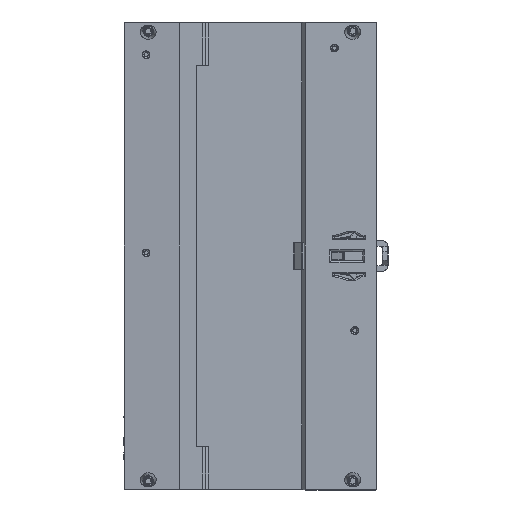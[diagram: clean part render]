
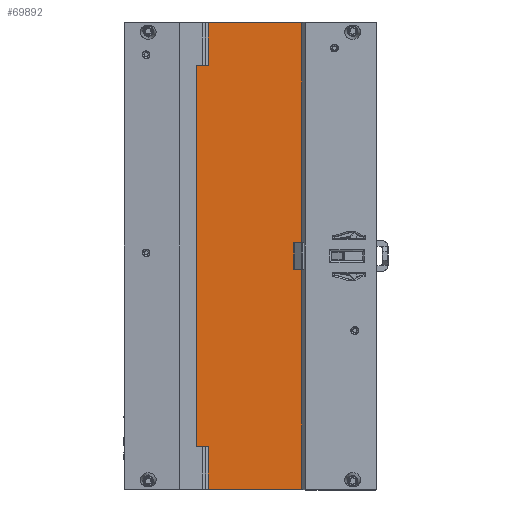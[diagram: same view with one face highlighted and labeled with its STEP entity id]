
A CAD part, front view. The second image highlights one B-rep face of the part: STEP entity #69892.
In plain terms, the highlighted planar face has unit normal (0, -1, 0).
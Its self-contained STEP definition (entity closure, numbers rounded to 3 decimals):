
#3725 = CARTESIAN_POINT ( 'NONE',  ( -18.71, 6.9, -161.55 ) ) ;
#3973 = DIRECTION ( 'NONE',  ( 0., -1., 0. ) ) ;
#6977 = EDGE_CURVE ( 'NONE', #81158, #157444, #87958, .T. ) ;
#7474 = VERTEX_POINT ( 'NONE', #113909 ) ;
#9181 = CARTESIAN_POINT ( 'NONE',  ( -18.71, 6.9, -161.3 ) ) ;
#12249 = ORIENTED_EDGE ( 'NONE', *, *, #36701, .F. ) ;
#13016 = CARTESIAN_POINT ( 'NONE',  ( 15.4, 6.9, -146.55 ) ) ;
#15661 = VECTOR ( 'NONE', #47127, 1000. ) ;
#16508 = ORIENTED_EDGE ( 'NONE', *, *, #149273, .T. ) ;
#17147 = CARTESIAN_POINT ( 'NONE',  ( 13.214, 6.9, -146.55 ) ) ;
#18388 = DIRECTION ( 'NONE',  ( 0., 0., 1. ) ) ;
#18613 = LINE ( 'NONE', #145616, #48094 ) ;
#22532 = VERTEX_POINT ( 'NONE', #100694 ) ;
#23341 = VERTEX_POINT ( 'NONE', #36356 ) ;
#23461 = CARTESIAN_POINT ( 'NONE',  ( 13.6, 6.9, -161.3 ) ) ;
#31224 = LINE ( 'NONE', #98766, #142502 ) ;
#31568 = ORIENTED_EDGE ( 'NONE', *, *, #60685, .F. ) ;
#31782 = ORIENTED_EDGE ( 'NONE', *, *, #62636, .T. ) ;
#36118 = CARTESIAN_POINT ( 'NONE',  ( 15.4, 6.9, -15. ) ) ;
#36356 = CARTESIAN_POINT ( 'NONE',  ( 13.6, 6.9, -15. ) ) ;
#36701 = EDGE_CURVE ( 'NONE', #23341, #74597, #49006, .T. ) ;
#37741 = VERTEX_POINT ( 'NONE', #164800 ) ;
#37940 = CARTESIAN_POINT ( 'NONE',  ( -18.71, 6.9, -76.175 ) ) ;
#40272 = ORIENTED_EDGE ( 'NONE', *, *, #47861, .T. ) ;
#40867 = EDGE_CURVE ( 'NONE', #83425, #81158, #56895, .T. ) ;
#43514 = DIRECTION ( 'NONE',  ( 0., 0., 1. ) ) ;
#45165 = LINE ( 'NONE', #134005, #15661 ) ;
#45821 = VECTOR ( 'NONE', #77170, 1000. ) ;
#47127 = DIRECTION ( 'NONE',  ( 1., 0., 0. ) ) ;
#47861 = EDGE_CURVE ( 'NONE', #165750, #140799, #84367, .T. ) ;
#48049 = CARTESIAN_POINT ( 'NONE',  ( 15.4, 6.9, -0.25 ) ) ;
#48058 = CARTESIAN_POINT ( 'NONE',  ( 13.6, 6.9, -161.55 ) ) ;
#48094 = VECTOR ( 'NONE', #131003, 1000. ) ;
#49006 = LINE ( 'NONE', #115561, #155660 ) ;
#49195 = VECTOR ( 'NONE', #49303, 1000. ) ;
#49303 = DIRECTION ( 'NONE',  ( -1., 0., 0. ) ) ;
#49417 = VECTOR ( 'NONE', #18388, 1000. ) ;
#51453 = DIRECTION ( 'NONE',  ( 0., 0., 1. ) ) ;
#56470 = CARTESIAN_POINT ( 'NONE',  ( 13.6, 6.9, -146.55 ) ) ;
#56895 = LINE ( 'NONE', #138397, #133993 ) ;
#57588 = LINE ( 'NONE', #146583, #168715 ) ;
#58543 = CARTESIAN_POINT ( 'NONE',  ( 13.6, 6.9, -161.55 ) ) ;
#59709 = DIRECTION ( 'NONE',  ( 0., 0., 1. ) ) ;
#60685 = EDGE_CURVE ( 'NONE', #62802, #145401, #57588, .T. ) ;
#62122 = VECTOR ( 'NONE', #176368, 1000. ) ;
#62636 = EDGE_CURVE ( 'NONE', #62802, #7474, #18613, .T. ) ;
#62802 = VERTEX_POINT ( 'NONE', #122684 ) ;
#64873 = CARTESIAN_POINT ( 'NONE',  ( -18.71, 6.9, -85.375 ) ) ;
#69234 = VECTOR ( 'NONE', #160809, 1000. ) ;
#69892 = ADVANCED_FACE ( 'NONE', ( #128674 ), #163189, .T. ) ;
#72520 = DIRECTION ( 'NONE',  ( 1., 0., 0. ) ) ;
#73748 = LINE ( 'NONE', #175392, #69234 ) ;
#74597 = VERTEX_POINT ( 'NONE', #36118 ) ;
#77170 = DIRECTION ( 'NONE',  ( 0., 0., 1. ) ) ;
#81158 = VERTEX_POINT ( 'NONE', #37940 ) ;
#83425 = VERTEX_POINT ( 'NONE', #64873 ) ;
#84367 = LINE ( 'NONE', #48058, #45821 ) ;
#84464 = EDGE_CURVE ( 'NONE', #152959, #83425, #114949, .T. ) ;
#87958 = LINE ( 'NONE', #3725, #49417 ) ;
#90900 = CARTESIAN_POINT ( 'NONE',  ( 15.4, 6.9, -161.55 ) ) ;
#91043 = ORIENTED_EDGE ( 'NONE', *, *, #40867, .F. ) ;
#92542 = EDGE_CURVE ( 'NONE', #23341, #37741, #100583, .T. ) ;
#97582 = LINE ( 'NONE', #17147, #165695 ) ;
#98645 = LINE ( 'NONE', #115681, #132761 ) ;
#98766 = CARTESIAN_POINT ( 'NONE',  ( 17.5, 6.9, -161.55 ) ) ;
#99507 = EDGE_CURVE ( 'NONE', #7474, #180476, #31224, .T. ) ;
#100583 = LINE ( 'NONE', #58543, #62122 ) ;
#100694 = CARTESIAN_POINT ( 'NONE',  ( 15.4, 6.9, -0.25 ) ) ;
#105446 = DIRECTION ( 'NONE',  ( 1., 0., 0. ) ) ;
#106062 = EDGE_CURVE ( 'NONE', #180476, #22532, #73748, .T. ) ;
#110415 = VECTOR ( 'NONE', #148312, 1000. ) ;
#112423 = CARTESIAN_POINT ( 'NONE',  ( 17.5, 6.9, -0.25 ) ) ;
#112971 = ORIENTED_EDGE ( 'NONE', *, *, #171738, .F. ) ;
#113909 = CARTESIAN_POINT ( 'NONE',  ( 17.5, 6.9, -161.3 ) ) ;
#114949 = LINE ( 'NONE', #133648, #110415 ) ;
#115561 = CARTESIAN_POINT ( 'NONE',  ( 13.214, 6.9, -15. ) ) ;
#115681 = CARTESIAN_POINT ( 'NONE',  ( 15.4, 6.9, -161.55 ) ) ;
#115990 = CARTESIAN_POINT ( 'NONE',  ( -18.71, 6.9, -0.25 ) ) ;
#116735 = AXIS2_PLACEMENT_3D ( 'NONE', #90900, #3973, #105446 ) ;
#122684 = CARTESIAN_POINT ( 'NONE',  ( 15.4, 6.9, -161.3 ) ) ;
#127100 = ORIENTED_EDGE ( 'NONE', *, *, #147561, .T. ) ;
#128674 = FACE_OUTER_BOUND ( 'NONE', #149400, .T. ) ;
#131003 = DIRECTION ( 'NONE',  ( 1., 0., 0. ) ) ;
#132761 = VECTOR ( 'NONE', #43514, 1000. ) ;
#133648 = CARTESIAN_POINT ( 'NONE',  ( -18.71, 6.9, -161.55 ) ) ;
#133993 = VECTOR ( 'NONE', #51453, 1000. ) ;
#134005 = CARTESIAN_POINT ( 'NONE',  ( 13.6, 6.9, -161.3 ) ) ;
#138397 = CARTESIAN_POINT ( 'NONE',  ( -18.71, 6.9, -161.55 ) ) ;
#139490 = ORIENTED_EDGE ( 'NONE', *, *, #6977, .F. ) ;
#140799 = VERTEX_POINT ( 'NONE', #56470 ) ;
#142502 = VECTOR ( 'NONE', #157212, 1000. ) ;
#142974 = ORIENTED_EDGE ( 'NONE', *, *, #99507, .T. ) ;
#145401 = VERTEX_POINT ( 'NONE', #13016 ) ;
#145616 = CARTESIAN_POINT ( 'NONE',  ( 17.5, 6.9, -161.3 ) ) ;
#146583 = CARTESIAN_POINT ( 'NONE',  ( 15.4, 6.9, -161.55 ) ) ;
#147561 = EDGE_CURVE ( 'NONE', #152959, #165750, #45165, .T. ) ;
#148312 = DIRECTION ( 'NONE',  ( 0., 0., 1. ) ) ;
#149273 = EDGE_CURVE ( 'NONE', #37741, #157444, #164920, .T. ) ;
#149400 = EDGE_LOOP ( 'NONE', ( #180120, #127100, #40272, #160018, #31568, #31782, #142974, #175301, #112971, #12249, #176790, #16508, #139490, #91043 ) ) ;
#152959 = VERTEX_POINT ( 'NONE', #9181 ) ;
#155660 = VECTOR ( 'NONE', #72520, 1000. ) ;
#157212 = DIRECTION ( 'NONE',  ( 0., 0., 1. ) ) ;
#157444 = VERTEX_POINT ( 'NONE', #115990 ) ;
#160018 = ORIENTED_EDGE ( 'NONE', *, *, #175575, .T. ) ;
#160809 = DIRECTION ( 'NONE',  ( -1., 0., 0. ) ) ;
#163189 = PLANE ( 'NONE',  #116735 ) ;
#164800 = CARTESIAN_POINT ( 'NONE',  ( 13.6, 6.9, -0.25 ) ) ;
#164920 = LINE ( 'NONE', #48049, #49195 ) ;
#165695 = VECTOR ( 'NONE', #176289, 1000. ) ;
#165750 = VERTEX_POINT ( 'NONE', #23461 ) ;
#168715 = VECTOR ( 'NONE', #59709, 1000. ) ;
#171738 = EDGE_CURVE ( 'NONE', #74597, #22532, #98645, .T. ) ;
#175301 = ORIENTED_EDGE ( 'NONE', *, *, #106062, .T. ) ;
#175392 = CARTESIAN_POINT ( 'NONE',  ( 15.4, 6.9, -0.25 ) ) ;
#175575 = EDGE_CURVE ( 'NONE', #140799, #145401, #97582, .T. ) ;
#176289 = DIRECTION ( 'NONE',  ( 1., 0., 0. ) ) ;
#176368 = DIRECTION ( 'NONE',  ( 0., 0., 1. ) ) ;
#176790 = ORIENTED_EDGE ( 'NONE', *, *, #92542, .T. ) ;
#180120 = ORIENTED_EDGE ( 'NONE', *, *, #84464, .F. ) ;
#180476 = VERTEX_POINT ( 'NONE', #112423 ) ;
